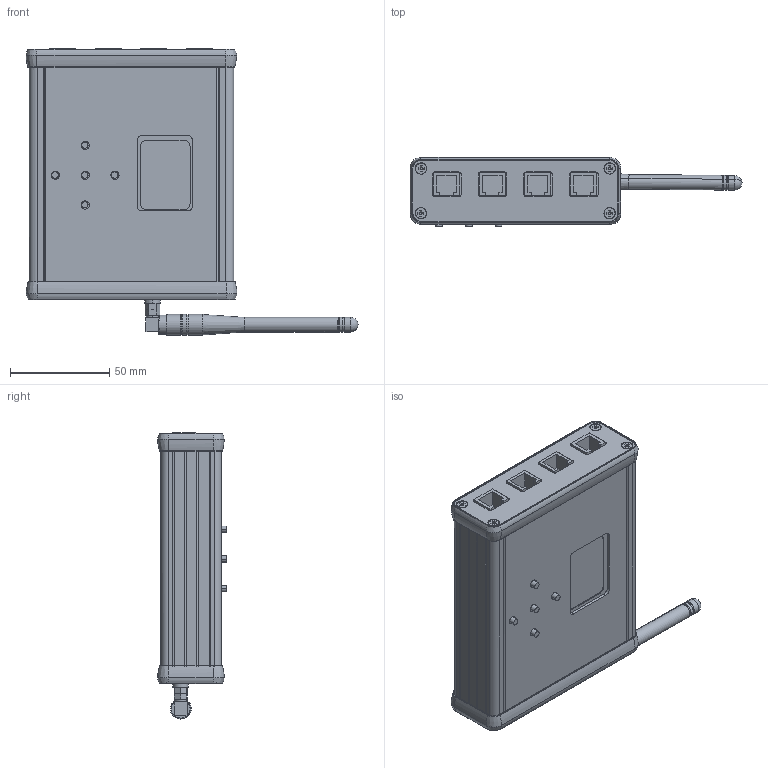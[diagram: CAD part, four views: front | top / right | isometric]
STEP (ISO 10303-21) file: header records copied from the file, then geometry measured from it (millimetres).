
FILE_DESCRIPTION(('CATIA V5 STEP Exchange'),'2;1');
FILE_NAME('main_assemblage.stp','2012-03-29T08:05:52+00:00',('none'),('none'),'CATIA Version 5 Release 19 SP 2 (IN-10)','CATIA V5 STEP AP203','none');
FILE_SCHEMA(('CONFIG_CONTROL_DESIGN'));
Length unit declared in the file: millimetre
Products named in the file (1): Produit1
Assembly tree (20 placements, depth 2):
  Produit1
    #58
    #4201
    #5734
    #10060
    #16673
    #18642
    #20985  x5
    #21149
    #21456  x8
Bounding box: 167.23 x 34.73 x 144.1 mm (x, y, z)
Volume: 126568.7 mm3; surface area: 133877.8 mm2
Topology: 25 solids, 25 shells, 902 faces, 2212 edges, 1387 vertices
Faces by surface type: plane 392, cylinder 326, bspline 80, torus 68, cone 34, sphere 2
Entity records: 21880 total; most frequent: CARTESIAN_POINT 5935, ORIENTED_EDGE 3616, DIRECTION 2646, EDGE_CURVE 1808, VERTEX_POINT 1159, AXIS2_PLACEMENT_3D 1097, VECTOR 966, LINE 966
